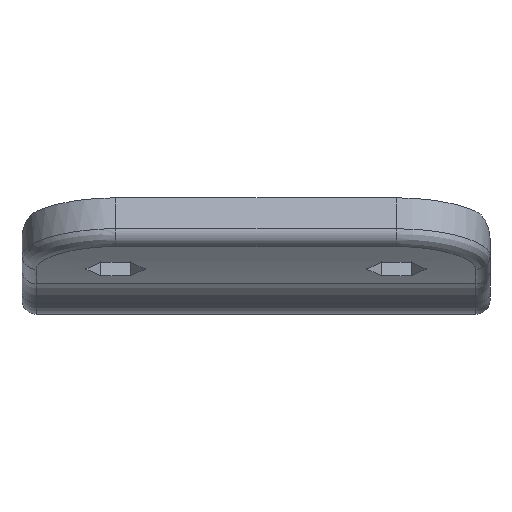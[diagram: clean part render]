
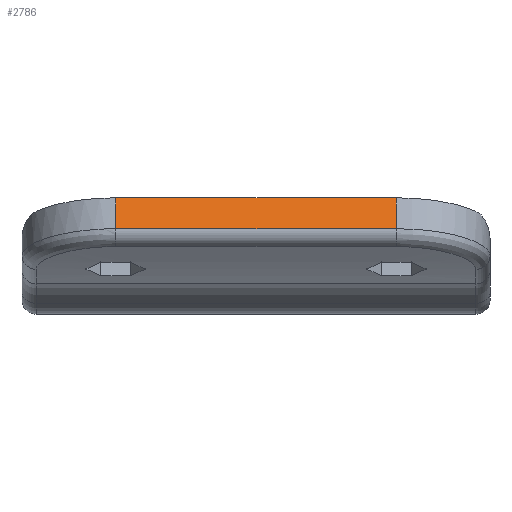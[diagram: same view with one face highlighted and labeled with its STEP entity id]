
A CAD part, left-side view. The second image highlights one B-rep face of the part: STEP entity #2786.
In plain terms, the highlighted planar face has unit normal (-0.947, 0, 0.321).
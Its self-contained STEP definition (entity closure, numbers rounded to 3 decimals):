
#88 = EDGE_CURVE ( 'NONE', #372, #10415, #2739, .T. ) ;
#372 = VERTEX_POINT ( 'NONE', #7393 ) ;
#685 = ORIENTED_EDGE ( 'NONE', *, *, #8544, .T. ) ;
#1058 = CARTESIAN_POINT ( 'NONE',  ( -46.122, -15., -135.878 ) ) ;
#1159 = ORIENTED_EDGE ( 'NONE', *, *, #5447, .T. ) ;
#1197 = LINE ( 'NONE', #4581, #4400 ) ;
#1250 = DIRECTION ( 'NONE',  ( -0.321, 0., -0.947 ) ) ;
#1921 = AXIS2_PLACEMENT_3D ( 'NONE', #6392, #9716, #10510 ) ;
#1973 = VERTEX_POINT ( 'NONE', #5829 ) ;
#2057 = CARTESIAN_POINT ( 'NONE',  ( -46.607, -15., -137.305 ) ) ;
#2368 = VECTOR ( 'NONE', #2880, 1000. ) ;
#2370 = VERTEX_POINT ( 'NONE', #1058 ) ;
#2739 = LINE ( 'NONE', #6756, #9368 ) ;
#2786 = ADVANCED_FACE ( 'NONE', ( #5479 ), #6347, .T. ) ;
#2880 = DIRECTION ( 'NONE',  ( 0.321, 0., 0.947 ) ) ;
#3984 = DIRECTION ( 'NONE',  ( 0., -1., 0. ) ) ;
#4400 = VECTOR ( 'NONE', #1250, 1000. ) ;
#4581 = CARTESIAN_POINT ( 'NONE',  ( -46.607, 15., -137.305 ) ) ;
#5447 = EDGE_CURVE ( 'NONE', #10415, #1973, #1197, .T. ) ;
#5479 = FACE_OUTER_BOUND ( 'NONE', #10712, .T. ) ;
#5521 = LINE ( 'NONE', #2057, #2368 ) ;
#5829 = CARTESIAN_POINT ( 'NONE',  ( -46.122, 15., -135.878 ) ) ;
#6196 = VECTOR ( 'NONE', #3984, 1000. ) ;
#6347 = PLANE ( 'NONE',  #1921 ) ;
#6392 = CARTESIAN_POINT ( 'NONE',  ( -46.607, -25., -137.305 ) ) ;
#6756 = CARTESIAN_POINT ( 'NONE',  ( -45., -25., -132.571 ) ) ;
#6863 = CARTESIAN_POINT ( 'NONE',  ( -45., 15., -132.571 ) ) ;
#7393 = CARTESIAN_POINT ( 'NONE',  ( -45., -15., -132.571 ) ) ;
#8544 = EDGE_CURVE ( 'NONE', #2370, #372, #5521, .T. ) ;
#9368 = VECTOR ( 'NONE', #10084, 1000. ) ;
#9716 = DIRECTION ( 'NONE',  ( -0.947, 0., 0.321 ) ) ;
#9739 = CARTESIAN_POINT ( 'NONE',  ( -46.122, -25., -135.878 ) ) ;
#10084 = DIRECTION ( 'NONE',  ( 0., 1., 0. ) ) ;
#10120 = ORIENTED_EDGE ( 'NONE', *, *, #10210, .T. ) ;
#10210 = EDGE_CURVE ( 'NONE', #1973, #2370, #10756, .T. ) ;
#10300 = ORIENTED_EDGE ( 'NONE', *, *, #88, .T. ) ;
#10415 = VERTEX_POINT ( 'NONE', #6863 ) ;
#10510 = DIRECTION ( 'NONE',  ( 0.321, 0., 0.947 ) ) ;
#10712 = EDGE_LOOP ( 'NONE', ( #1159, #10120, #685, #10300 ) ) ;
#10756 = LINE ( 'NONE', #9739, #6196 ) ;
